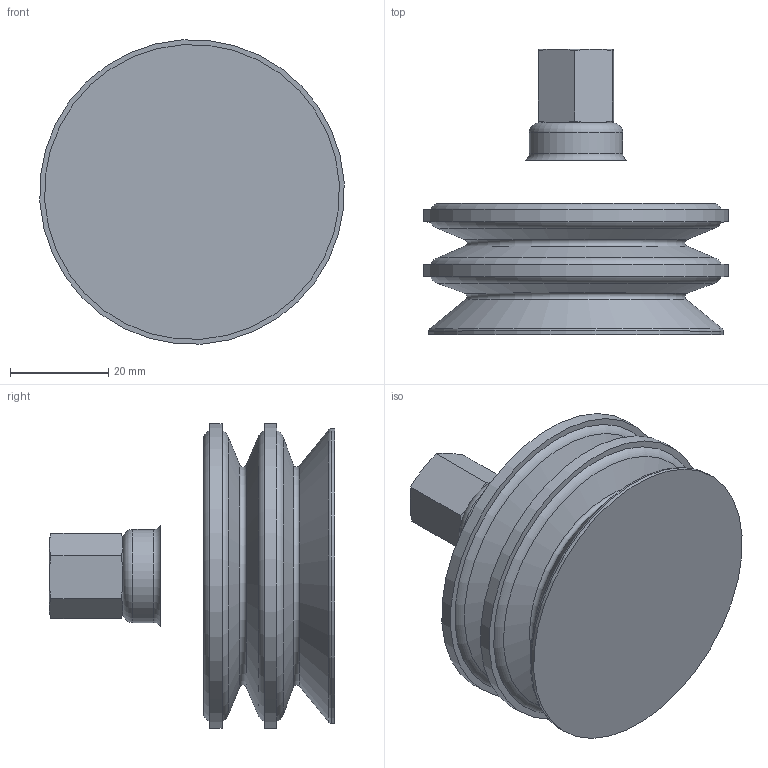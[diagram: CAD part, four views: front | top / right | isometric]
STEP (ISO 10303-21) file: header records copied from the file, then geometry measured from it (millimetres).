
FILE_DESCRIPTION(/* description */ (''),/* implementation_level */ '2;1');
FILE_NAME(/* name */ 'vf62nit_rac7r1-8h.stp',/* time_stamp */ '2020-09-25T10:36:20+02:00',/* author */ ('enginyeria'),/* organization */ (''),/* preprocessor_version */ 'ST-DEVELOPER v17.2',/* originating_system */ 'Autodesk Inventor 2019',/* authorisation */ '');
FILE_SCHEMA (('CONFIG_CONTROL_DESIGN'));
Length unit declared in the file: millimetre
Products named in the file (1): vf62nit_rac7r1-8h
Bounding box: 61.86 x 58.08 x 61.86 mm (x, y, z)
Volume: 78354.6 mm3; surface area: 15781.1 mm2
Topology: 1 solids, 1 shells, 37 faces, 111 edges, 82 vertices
Faces by surface type: plane 14, torus 11, cone 7, cylinder 5
Full cylindrical faces by diameter (mm): 8.566 x1, 19 x1, 60 x1, 62 x2
Entity records: 1598 total; most frequent: CARTESIAN_POINT 426, DIRECTION 252, ORIENTED_EDGE 222, AXIS2_PLACEMENT_3D 117, EDGE_CURVE 111, VERTEX_POINT 82, CIRCLE 79, EDGE_LOOP 43
